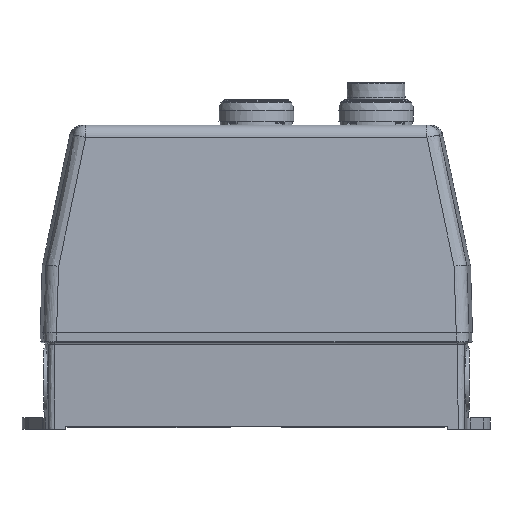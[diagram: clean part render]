
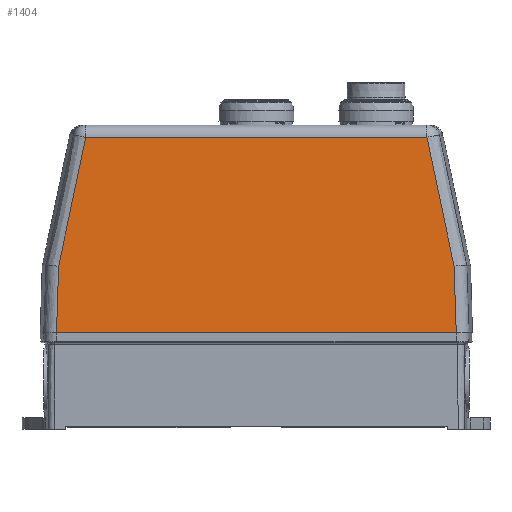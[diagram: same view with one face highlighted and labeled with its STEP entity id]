
A CAD part, front view. The second image highlights one B-rep face of the part: STEP entity #1404.
In plain terms, the highlighted planar face has unit normal (0, -0.999, 0.035).
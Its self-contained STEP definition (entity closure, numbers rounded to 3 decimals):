
#629=PLANE('',#10681);
#975=B_SPLINE_CURVE_WITH_KNOTS('',3,(#18892,#18893,#18894,#18895),
 .UNSPECIFIED.,.F.,.F.,(4,4),(0.,1.),.UNSPECIFIED.);
#977=B_SPLINE_CURVE_WITH_KNOTS('',3,(#18939,#18940,#18941,#18942),
 .UNSPECIFIED.,.F.,.F.,(4,4),(0.,1.),.UNSPECIFIED.);
#991=B_SPLINE_CURVE_WITH_KNOTS('',3,(#19173,#19174,#19175,#19176),
 .UNSPECIFIED.,.F.,.F.,(4,4),(0.,1.),.UNSPECIFIED.);
#992=B_SPLINE_CURVE_WITH_KNOTS('',3,(#19200,#19201,#19202,#19203),
 .UNSPECIFIED.,.F.,.F.,(4,4),(0.,1.),.UNSPECIFIED.);
#1404=ADVANCED_FACE('',(#1849),#629,.T.);
#1849=FACE_OUTER_BOUND('',#2358,.T.);
#2358=EDGE_LOOP('',(#6403,#6404,#6405,#6406,#6407,#6408));
#3202=LINE('',#19197,#4053);
#3203=LINE('',#19199,#4054);
#4053=VECTOR('',#12964,1.);
#4054=VECTOR('',#12965,1.);
#6403=ORIENTED_EDGE('',*,*,#9425,.F.);
#6404=ORIENTED_EDGE('',*,*,#9424,.F.);
#6405=ORIENTED_EDGE('',*,*,#9377,.F.);
#6406=ORIENTED_EDGE('',*,*,#9426,.T.);
#6407=ORIENTED_EDGE('',*,*,#9375,.F.);
#6408=ORIENTED_EDGE('',*,*,#9427,.F.);
#7775=VERTEX_POINT('',#18879);
#7777=VERTEX_POINT('',#18891);
#7779=VERTEX_POINT('',#18938);
#7780=VERTEX_POINT('',#18943);
#7821=VERTEX_POINT('',#19172);
#7822=VERTEX_POINT('',#19198);
#9375=EDGE_CURVE('',#7777,#7775,#975,.T.);
#9377=EDGE_CURVE('',#7779,#7780,#977,.T.);
#9424=EDGE_CURVE('',#7780,#7821,#991,.T.);
#9425=EDGE_CURVE('',#7821,#7822,#3202,.T.);
#9426=EDGE_CURVE('',#7779,#7775,#3203,.T.);
#9427=EDGE_CURVE('',#7822,#7777,#992,.T.);
#10681=AXIS2_PLACEMENT_3D('',#19204,#12966,#12967);
#12964=DIRECTION('',(1.,0.,0.));
#12965=DIRECTION('',(1.,0.,0.));
#12966=DIRECTION('',(0.,-0.999,0.035));
#12967=DIRECTION('',(-1.,0.,0.));
#18879=CARTESIAN_POINT('',(76.752,-94.07,-1.958));
#18891=CARTESIAN_POINT('',(75.91,-93.159,24.138));
#18892=CARTESIAN_POINT('',(75.91,-93.159,24.138));
#18893=CARTESIAN_POINT('',(76.191,-93.463,15.439));
#18894=CARTESIAN_POINT('',(76.472,-93.766,6.74));
#18895=CARTESIAN_POINT('',(76.752,-94.07,-1.958));
#18938=CARTESIAN_POINT('',(-80.176,-94.07,-1.958));
#18939=CARTESIAN_POINT('',(-80.176,-94.07,-1.958));
#18940=CARTESIAN_POINT('',(-79.895,-93.766,6.74));
#18941=CARTESIAN_POINT('',(-79.614,-93.463,15.439));
#18942=CARTESIAN_POINT('',(-79.333,-93.159,24.138));
#18943=CARTESIAN_POINT('',(-79.333,-93.159,24.138));
#19172=CARTESIAN_POINT('',(-68.686,-91.393,74.716));
#19173=CARTESIAN_POINT('',(-79.333,-93.159,24.138));
#19174=CARTESIAN_POINT('',(-75.784,-92.57,40.997));
#19175=CARTESIAN_POINT('',(-72.235,-91.981,57.857));
#19176=CARTESIAN_POINT('',(-68.686,-91.393,74.716));
#19197=CARTESIAN_POINT('',(39.818,-91.393,74.716));
#19198=CARTESIAN_POINT('',(65.262,-91.393,74.716));
#19199=CARTESIAN_POINT('',(81.349,-94.07,-1.958));
#19200=CARTESIAN_POINT('',(65.262,-91.393,74.716));
#19201=CARTESIAN_POINT('',(68.812,-91.981,57.857));
#19202=CARTESIAN_POINT('',(72.361,-92.57,40.997));
#19203=CARTESIAN_POINT('',(75.91,-93.159,24.138));
#19204=CARTESIAN_POINT('',(81.349,-94.07,-1.958));
